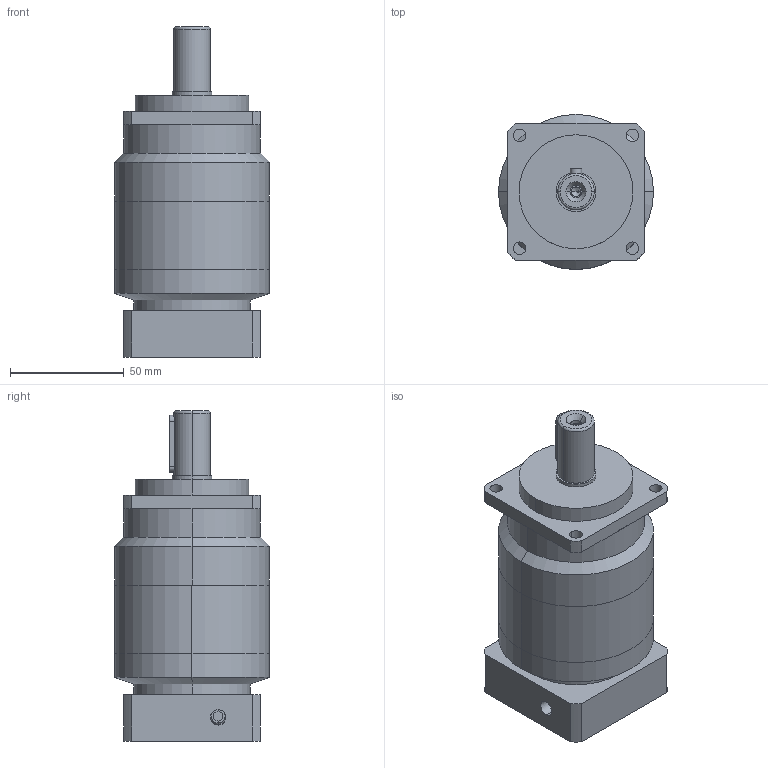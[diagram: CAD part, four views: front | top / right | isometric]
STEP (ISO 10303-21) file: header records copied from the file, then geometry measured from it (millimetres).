
FILE_DESCRIPTION (( 'STEP AP203' ), '1' );
FILE_NAME ('GPV060-L2-(14-50-70-M5).STEP', '2022-05-25T06:11:04', ( '微软用户' ), ( '微软中国' ), 'SwSTEP 2.0', 'SolidWorks 2018', '' );
FILE_SCHEMA (( 'CONFIG_CONTROL_DESIGN' ));
Length unit declared in the file: millimetre
Products named in the file (1): GPV060-L2-(14-50-70-M5)
Bounding box: 68 x 68 x 145 mm (x, y, z)
Volume: 360710.2 mm3; surface area: 61144.6 mm2
Topology: 5 solids, 5 shells, 250 faces, 609 edges, 385 vertices
Faces by surface type: cylinder 109, plane 109, cone 18, torus 14
Entity records: 7742 total; most frequent: CARTESIAN_POINT 1598, DIRECTION 1355, ORIENTED_EDGE 1198, EDGE_CURVE 599, AXIS2_PLACEMENT_3D 524, VERTEX_POINT 385, LINE 307, VECTOR 307
